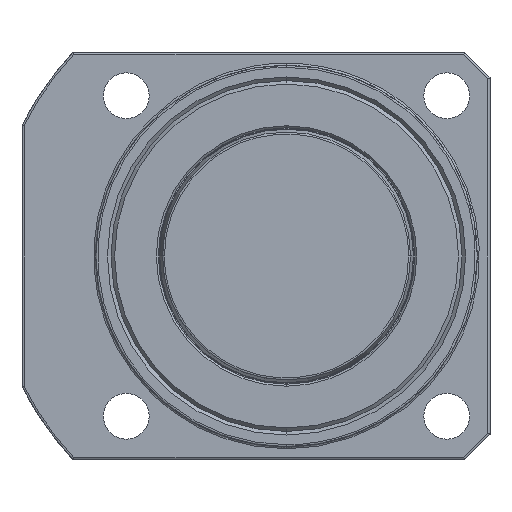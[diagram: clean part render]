
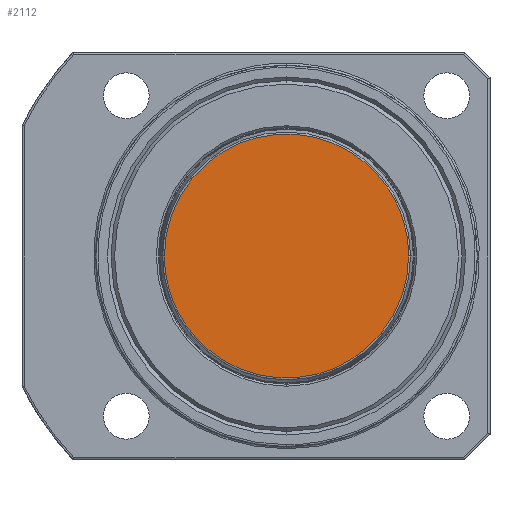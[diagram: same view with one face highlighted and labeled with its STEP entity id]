
A CAD part, front view. The second image highlights one B-rep face of the part: STEP entity #2112.
In plain terms, the highlighted planar face has unit normal (0, -1, 0).
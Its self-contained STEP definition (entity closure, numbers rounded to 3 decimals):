
#686 = AXIS2_PLACEMENT_3D ( 'NONE', #4351, #4344, #4343 ) ;
#951 = VERTEX_POINT ( 'NONE', #3645 ) ;
#953 = VERTEX_POINT ( 'NONE', #3643 ) ;
#1120 = ORIENTED_EDGE ( 'NONE', *, *, #2085, .F. ) ;
#1121 = ORIENTED_EDGE ( 'NONE', *, *, #2075, .F. ) ;
#1297 =( BOUNDED_CURVE ( )  B_SPLINE_CURVE ( 3, ( #4484, #4482, #4472, #4471 ),
 .UNSPECIFIED., .F., .F. ) 
 B_SPLINE_CURVE_WITH_KNOTS ( ( 4, 4 ),
 ( 0., 1. ),
 .UNSPECIFIED. ) 
 CURVE ( )  GEOMETRIC_REPRESENTATION_ITEM ( )  RATIONAL_B_SPLINE_CURVE ( ( 1., 0.333, 0.333, 1. ) ) 
 REPRESENTATION_ITEM ( '' )  );
#1298 =( BOUNDED_CURVE ( )  B_SPLINE_CURVE ( 3, ( #4166, #4083, #4059, #4052 ),
 .UNSPECIFIED., .F., .T. ) 
 B_SPLINE_CURVE_WITH_KNOTS ( ( 4, 4 ),
 ( 0., 1. ),
 .UNSPECIFIED. ) 
 CURVE ( )  GEOMETRIC_REPRESENTATION_ITEM ( )  RATIONAL_B_SPLINE_CURVE ( ( 1., 0.333, 0.333, 1. ) ) 
 REPRESENTATION_ITEM ( '' )  );
#2075 = EDGE_CURVE ( 'NONE', #951, #953, #1298, .T. ) ;
#2085 = EDGE_CURVE ( 'NONE', #953, #951, #1297, .T. ) ;
#2112 = ADVANCED_FACE ( 'N', ( #3317 ), #4346, .F. ) ;
#2618 = EDGE_LOOP ( 'NONE', ( #1120, #1121 ) ) ;
#3317 = FACE_OUTER_BOUND ( 'NONE', #2618, .T. ) ;
#3643 = CARTESIAN_POINT ( 'NONE',  ( 0., 0., 23.992 ) ) ;
#3645 = CARTESIAN_POINT ( 'NONE',  ( 0., 0., -23.992 ) ) ;
#4052 = CARTESIAN_POINT ( 'NONE',  ( 0., 0., 23.992 ) ) ;
#4059 = CARTESIAN_POINT ( 'NONE',  ( -47.984, 0., 23.992 ) ) ;
#4083 = CARTESIAN_POINT ( 'NONE',  ( -47.984, 0., -23.992 ) ) ;
#4166 = CARTESIAN_POINT ( 'NONE',  ( 0., 0., -23.992 ) ) ;
#4343 = DIRECTION ( 'NONE',  ( 0., 0., 1. ) ) ;
#4344 = DIRECTION ( 'NONE',  ( 0., 1., 0. ) ) ;
#4346 = PLANE ( 'NONE',  #686 ) ;
#4351 = CARTESIAN_POINT ( 'NONE',  ( 24.272, 0., 0. ) ) ;
#4471 = CARTESIAN_POINT ( 'NONE',  ( 0., 0., -23.992 ) ) ;
#4472 = CARTESIAN_POINT ( 'NONE',  ( 47.984, 0., -23.992 ) ) ;
#4482 = CARTESIAN_POINT ( 'NONE',  ( 47.984, 0., 23.992 ) ) ;
#4484 = CARTESIAN_POINT ( 'NONE',  ( 0., 0., 23.992 ) ) ;
